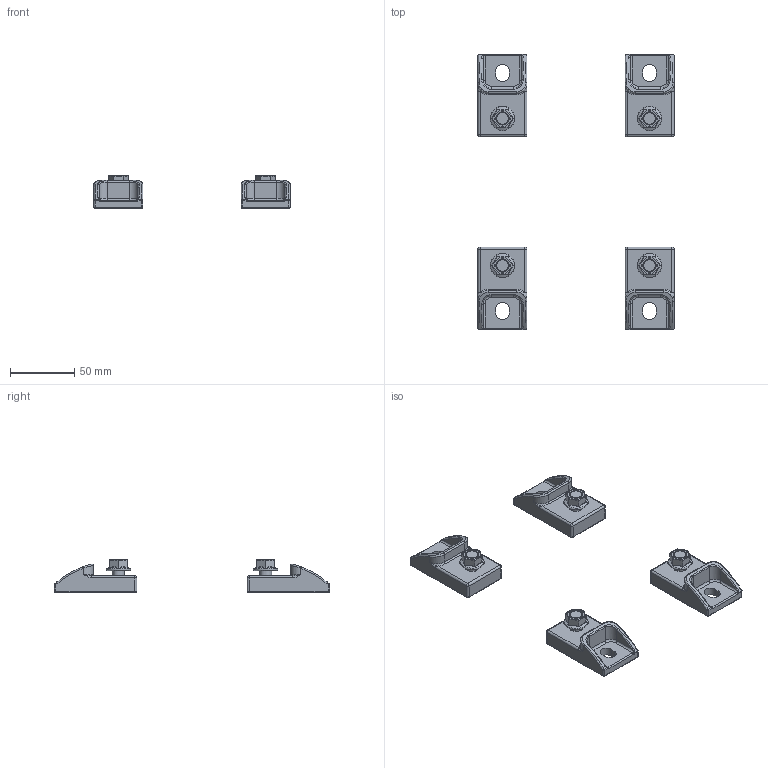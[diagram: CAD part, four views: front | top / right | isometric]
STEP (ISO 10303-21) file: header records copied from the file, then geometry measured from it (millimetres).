
FILE_DESCRIPTION (( 'STEP AP214' ), '1' );
FILE_NAME ('SCE-ELMFK4-25.STEP', '2021-01-30T16:29:22', ( '' ), ( '' ), 'SwSTEP 2.0', 'SolidWorks 2019', '' );
FILE_SCHEMA (( 'AUTOMOTIVE_DESIGN' ));
Length unit declared in the file: inch
Products named in the file (1): SCE-ELMFK4-25
Bounding box: 152.4 x 213.74 x 25.5 mm (x, y, z)
Volume: 111167.3 mm3; surface area: 45597.9 mm2
Topology: 12 solids, 12 shells, 804 faces, 1952 edges, 1192 vertices
Faces by surface type: plane 328, cylinder 224, bspline 132, torus 60, sphere 44, cone 16
Full cylindrical faces by diameter (mm): 9.322 x4, 9.474 x4, 10.319 x4, 14.288 x4
Entity records: 33986 total; most frequent: CARTESIAN_POINT 16422, ORIENTED_EDGE 3752, DIRECTION 3376, EDGE_CURVE 1876, AXIS2_PLACEMENT_3D 1242, VERTEX_POINT 1168, EDGE_LOOP 900, VECTOR 892
